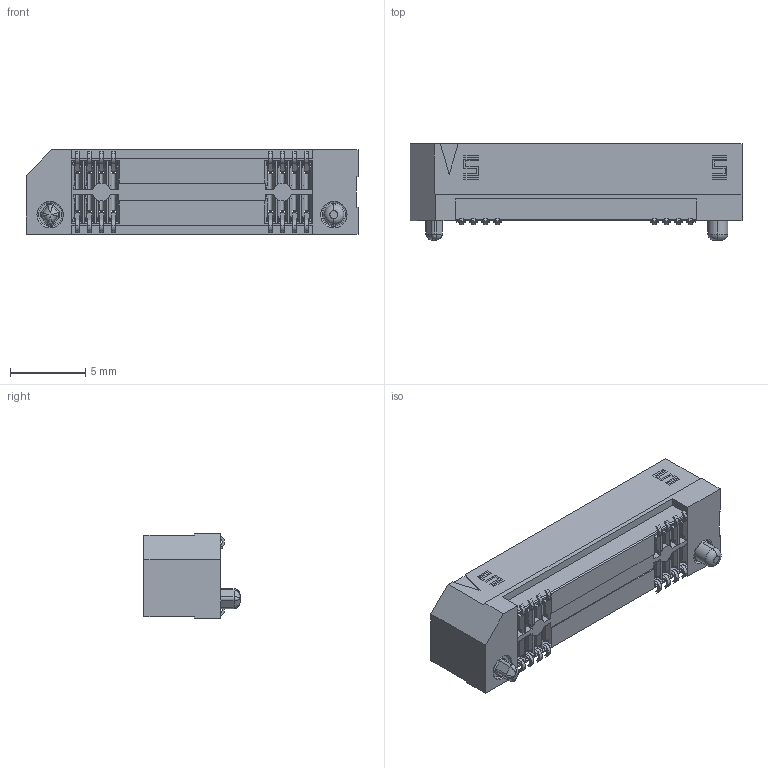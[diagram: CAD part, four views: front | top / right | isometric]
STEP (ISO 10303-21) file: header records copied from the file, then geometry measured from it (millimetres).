
FILE_DESCRIPTION (( 'STEP AP203' ), '1' );
FILE_NAME ('ERF8-020-05.0-X-DV.step', '2012-05-22T08:32:40', ( 'emmac' ), ( 'SAMTEC' ), 'SwSTEP 2.0', 'SolidWorks 2010', '' );
FILE_SCHEMA (( 'CONFIG_CONTROL_DESIGN' ));
Length unit declared in the file: millimetre
Products named in the file (3): ERF8-XXX-XX.X-DV-XXXX_-05 30 pos; C-211-XX.X-X_-05; ERF8-020-05.0-X-DV
Assembly tree (17 placements, depth 2):
  ERF8-020-05.0-X-DV
    C-211-XX.X-X_-05  x16
    ERF8-XXX-XX.X-DV-XXXX_-05 30 pos
Bounding box: 22 x 6.37 x 5.6 mm (x, y, z)
Volume: 304.7 mm3; surface area: 963.9 mm2
Topology: 17 solids, 17 shells, 2288 faces, 6266 edges, 3930 vertices
Faces by surface type: plane 1482, cylinder 405, bspline 260, torus 141
Entity records: 27968 total; most frequent: CARTESIAN_POINT 5851, ORIENTED_EDGE 4776, DIRECTION 4026, EDGE_CURVE 2388, VECTOR 2056, LINE 2056, VERTEX_POINT 1545, AXIS2_PLACEMENT_3D 985
